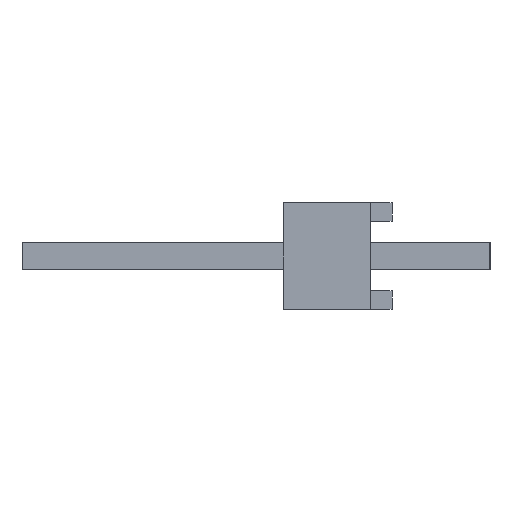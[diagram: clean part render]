
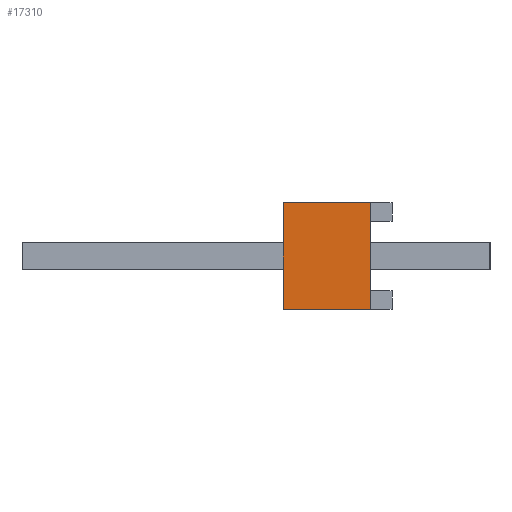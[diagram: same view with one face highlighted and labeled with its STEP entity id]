
A CAD part, left-side view. The second image highlights one B-rep face of the part: STEP entity #17310.
In plain terms, the highlighted planar face has unit normal (-1, 0, 0).
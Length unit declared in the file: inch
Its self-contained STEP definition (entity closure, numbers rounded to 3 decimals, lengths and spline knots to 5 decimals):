
#133 = VERTEX_POINT ( 'NONE', #8595 ) ;
#1855 = DIRECTION ( 'NONE',  ( 0., -1., 0. ) ) ;
#1859 = EDGE_CURVE ( 'NONE', #6762, #7494, #21998, .T. ) ;
#2031 = DIRECTION ( 'NONE',  ( 0., 0., 1. ) ) ;
#3473 = CARTESIAN_POINT ( 'NONE',  ( -0.85, 0.02, -0.049 ) ) ;
#4000 = DIRECTION ( 'NONE',  ( 1., 0., 0. ) ) ;
#4259 = VERTEX_POINT ( 'NONE', #11596 ) ;
#4991 = CARTESIAN_POINT ( 'NONE',  ( -0.85, 0.1, 0.049 ) ) ;
#5909 = VECTOR ( 'NONE', #2031, 39.37008 ) ;
#6762 = VERTEX_POINT ( 'NONE', #18952 ) ;
#7494 = VERTEX_POINT ( 'NONE', #3473 ) ;
#7555 = VECTOR ( 'NONE', #7584, 39.37008 ) ;
#7584 = DIRECTION ( 'NONE',  ( 0., 0., -1. ) ) ;
#7645 = ORIENTED_EDGE ( 'NONE', *, *, #7790, .F. ) ;
#7790 = EDGE_CURVE ( 'NONE', #4259, #133, #13707, .T. ) ;
#8534 = EDGE_CURVE ( 'NONE', #133, #6762, #12060, .T. ) ;
#8595 = CARTESIAN_POINT ( 'NONE',  ( -0.85, 0.1, 0.049 ) ) ;
#9303 = CARTESIAN_POINT ( 'NONE',  ( -0.85, 0.1, -0.049 ) ) ;
#10174 = EDGE_CURVE ( 'NONE', #4259, #7494, #13173, .T. ) ;
#10506 = AXIS2_PLACEMENT_3D ( 'NONE', #9303, #4000, #11032 ) ;
#10664 = VECTOR ( 'NONE', #15585, 39.37008 ) ;
#11032 = DIRECTION ( 'NONE',  ( 0., 0., -1. ) ) ;
#11536 = VECTOR ( 'NONE', #1855, 39.37008 ) ;
#11596 = CARTESIAN_POINT ( 'NONE',  ( -0.85, 0.1, -0.049 ) ) ;
#12060 = LINE ( 'NONE', #4991, #11536 ) ;
#12896 = CARTESIAN_POINT ( 'NONE',  ( -0.85, 0.02, -0.049 ) ) ;
#13173 = LINE ( 'NONE', #19024, #10664 ) ;
#13707 = LINE ( 'NONE', #19272, #5909 ) ;
#15585 = DIRECTION ( 'NONE',  ( 0., -1., 0. ) ) ;
#16233 = PLANE ( 'NONE',  #10506 ) ;
#16915 = ORIENTED_EDGE ( 'NONE', *, *, #1859, .F. ) ;
#17049 = ORIENTED_EDGE ( 'NONE', *, *, #8534, .F. ) ;
#17310 = ADVANCED_FACE ( 'NONE', ( #18147 ), #16233, .F. ) ;
#18147 = FACE_OUTER_BOUND ( 'NONE', #20375, .T. ) ;
#18952 = CARTESIAN_POINT ( 'NONE',  ( -0.85, 0.02, 0.049 ) ) ;
#19024 = CARTESIAN_POINT ( 'NONE',  ( -0.85, 0.1, -0.049 ) ) ;
#19272 = CARTESIAN_POINT ( 'NONE',  ( -0.85, 0.1, -0.049 ) ) ;
#19412 = ORIENTED_EDGE ( 'NONE', *, *, #10174, .T. ) ;
#20375 = EDGE_LOOP ( 'NONE', ( #16915, #17049, #7645, #19412 ) ) ;
#21998 = LINE ( 'NONE', #12896, #7555 ) ;
